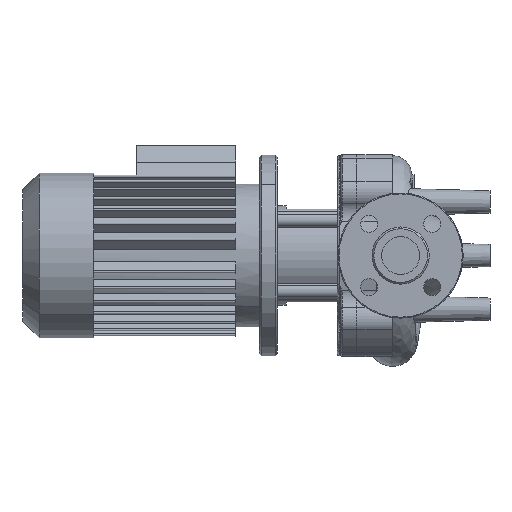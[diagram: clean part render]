
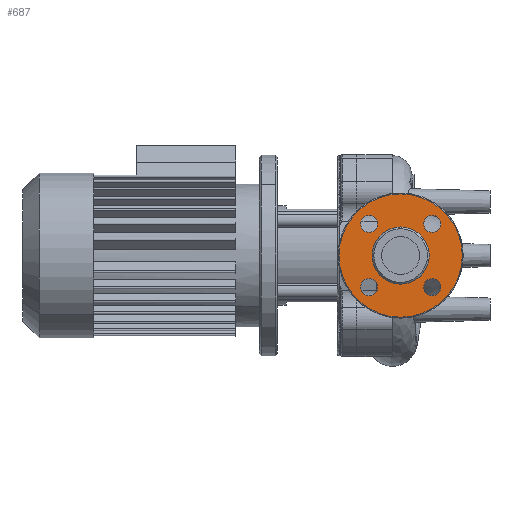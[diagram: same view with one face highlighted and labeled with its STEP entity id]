
A CAD part, left-side view. The second image highlights one B-rep face of the part: STEP entity #687.
In plain terms, the highlighted planar face has unit normal (-1, 0, 0).
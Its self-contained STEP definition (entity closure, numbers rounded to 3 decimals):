
#275=CARTESIAN_POINT('',(2.,0.,-69.));
#276=VERTEX_POINT('',#275);
#294=CARTESIAN_POINT('',(2.,0.,69.));
#295=VERTEX_POINT('',#294);
#303=CARTESIAN_POINT('',(2.,0.0,0.0));
#304=DIRECTION('',(1.0,0.0,0.0));
#305=DIRECTION('',(0.0,1.0,0.0));
#306=AXIS2_PLACEMENT_3D('',#303,#304,#305);
#307=CIRCLE('',#306,69.);
#308=EDGE_CURVE('',#295,#276,#307,.T.);
#318=CARTESIAN_POINT('',(2.,32.,0.));
#319=VERTEX_POINT('',#318);
#328=CARTESIAN_POINT('',(2.,-32.,0.));
#329=VERTEX_POINT('',#328);
#330=CARTESIAN_POINT('',(2.,0.0,0.0));
#331=DIRECTION('',(1.0,0.0,0.0));
#332=DIRECTION('',(0.0,1.0,0.0));
#333=AXIS2_PLACEMENT_3D('',#330,#331,#332);
#334=CIRCLE('',#333,32.);
#335=EDGE_CURVE('',#329,#319,#334,.T.);
#360=CARTESIAN_POINT('',(2.,35.355,25.855));
#361=VERTEX_POINT('',#360);
#370=CARTESIAN_POINT('',(2.,35.355,44.855));
#371=VERTEX_POINT('',#370);
#372=CARTESIAN_POINT('',(2.,35.355,35.355));
#373=DIRECTION('',(1.0,0.0,0.0));
#374=DIRECTION('',(0.0,0.0,-1.0));
#375=AXIS2_PLACEMENT_3D('',#372,#373,#374);
#376=CIRCLE('',#375,9.5);
#377=EDGE_CURVE('',#371,#361,#376,.T.);
#402=CARTESIAN_POINT('',(2.,-25.855,35.355));
#403=VERTEX_POINT('',#402);
#412=CARTESIAN_POINT('',(2.,-44.855,35.355));
#413=VERTEX_POINT('',#412);
#414=CARTESIAN_POINT('',(2.,-35.355,35.355));
#415=DIRECTION('',(1.0,0.0,0.0));
#416=DIRECTION('',(0.0,1.0,0.0));
#417=AXIS2_PLACEMENT_3D('',#414,#415,#416);
#418=CIRCLE('',#417,9.5);
#419=EDGE_CURVE('',#413,#403,#418,.T.);
#444=CARTESIAN_POINT('',(2.,-35.355,-25.855));
#445=VERTEX_POINT('',#444);
#454=CARTESIAN_POINT('',(2.,-35.355,-44.855));
#455=VERTEX_POINT('',#454);
#456=CARTESIAN_POINT('',(2.,-35.355,-35.355));
#457=DIRECTION('',(1.0,0.0,0.0));
#458=DIRECTION('',(0.0,0.0,1.0));
#459=AXIS2_PLACEMENT_3D('',#456,#457,#458);
#460=CIRCLE('',#459,9.5);
#461=EDGE_CURVE('',#455,#445,#460,.T.);
#486=CARTESIAN_POINT('',(2.,25.855,-35.355));
#487=VERTEX_POINT('',#486);
#496=CARTESIAN_POINT('',(2.,44.855,-35.355));
#497=VERTEX_POINT('',#496);
#498=CARTESIAN_POINT('',(2.,35.355,-35.355));
#499=DIRECTION('',(1.0,0.0,0.0));
#500=DIRECTION('',(0.0,-1.0,0.0));
#501=AXIS2_PLACEMENT_3D('',#498,#499,#500);
#502=CIRCLE('',#501,9.5);
#503=EDGE_CURVE('',#497,#487,#502,.T.);
#537=CARTESIAN_POINT('',(2.,35.355,-35.355));
#538=DIRECTION('',(1.0,0.0,0.0));
#539=DIRECTION('',(0.0,-1.0,0.0));
#540=AXIS2_PLACEMENT_3D('',#537,#538,#539);
#541=CIRCLE('',#540,9.5);
#542=EDGE_CURVE('',#487,#497,#541,.T.);
#561=CARTESIAN_POINT('',(2.,-35.355,-35.355));
#562=DIRECTION('',(1.0,0.0,0.0));
#563=DIRECTION('',(0.0,0.0,1.0));
#564=AXIS2_PLACEMENT_3D('',#561,#562,#563);
#565=CIRCLE('',#564,9.5);
#566=EDGE_CURVE('',#445,#455,#565,.T.);
#585=CARTESIAN_POINT('',(2.,-35.355,35.355));
#586=DIRECTION('',(1.0,0.0,0.0));
#587=DIRECTION('',(0.0,1.0,0.0));
#588=AXIS2_PLACEMENT_3D('',#585,#586,#587);
#589=CIRCLE('',#588,9.5);
#590=EDGE_CURVE('',#403,#413,#589,.T.);
#609=CARTESIAN_POINT('',(2.,35.355,35.355));
#610=DIRECTION('',(1.0,0.0,0.0));
#611=DIRECTION('',(0.0,0.0,-1.0));
#612=AXIS2_PLACEMENT_3D('',#609,#610,#611);
#613=CIRCLE('',#612,9.5);
#614=EDGE_CURVE('',#361,#371,#613,.T.);
#633=CARTESIAN_POINT('',(2.,0.0,0.0));
#634=DIRECTION('',(1.0,0.0,0.0));
#635=DIRECTION('',(0.0,1.0,0.0));
#636=AXIS2_PLACEMENT_3D('',#633,#634,#635);
#637=CIRCLE('',#636,32.);
#638=EDGE_CURVE('',#319,#329,#637,.T.);
#643=CARTESIAN_POINT('',(2.,50.5,0.));
#644=DIRECTION('',(-1.0,0.0,0.0));
#645=DIRECTION('',(0.0,0.0,1.0));
#646=AXIS2_PLACEMENT_3D('',#643,#644,#645);
#647=PLANE('',#646);
#648=CARTESIAN_POINT('',(2.,69.,0.));
#649=VERTEX_POINT('',#648);
#650=CARTESIAN_POINT('',(2.,0.0,0.0));
#651=DIRECTION('',(1.0,0.0,0.0));
#652=DIRECTION('',(0.0,1.0,0.0));
#653=AXIS2_PLACEMENT_3D('',#650,#651,#652);
#654=CIRCLE('',#653,69.);
#655=EDGE_CURVE('',#649,#295,#654,.T.);
#656=ORIENTED_EDGE('',*,*,#655,.F.);
#657=CARTESIAN_POINT('',(2.,0.0,0.0));
#658=DIRECTION('',(1.0,0.0,0.0));
#659=DIRECTION('',(0.0,1.0,0.0));
#660=AXIS2_PLACEMENT_3D('',#657,#658,#659);
#661=CIRCLE('',#660,69.);
#662=EDGE_CURVE('',#276,#649,#661,.T.);
#663=ORIENTED_EDGE('',*,*,#662,.F.);
#664=ORIENTED_EDGE('',*,*,#308,.F.);
#665=EDGE_LOOP('',(#656,#663,#664));
#666=FACE_OUTER_BOUND('',#665,.T.);
#667=ORIENTED_EDGE('',*,*,#503,.T.);
#668=ORIENTED_EDGE('',*,*,#542,.T.);
#669=EDGE_LOOP('',(#667,#668));
#670=FACE_BOUND('',#669,.T.);
#671=ORIENTED_EDGE('',*,*,#461,.T.);
#672=ORIENTED_EDGE('',*,*,#566,.T.);
#673=EDGE_LOOP('',(#671,#672));
#674=FACE_BOUND('',#673,.T.);
#675=ORIENTED_EDGE('',*,*,#419,.T.);
#676=ORIENTED_EDGE('',*,*,#590,.T.);
#677=EDGE_LOOP('',(#675,#676));
#678=FACE_BOUND('',#677,.T.);
#679=ORIENTED_EDGE('',*,*,#377,.T.);
#680=ORIENTED_EDGE('',*,*,#614,.T.);
#681=EDGE_LOOP('',(#679,#680));
#682=FACE_BOUND('',#681,.T.);
#683=ORIENTED_EDGE('',*,*,#638,.T.);
#684=ORIENTED_EDGE('',*,*,#335,.T.);
#685=EDGE_LOOP('',(#683,#684));
#686=FACE_BOUND('',#685,.T.);
#687=ADVANCED_FACE('',(#666,#670,#674,#678,#682,#686),#647,.T.);
